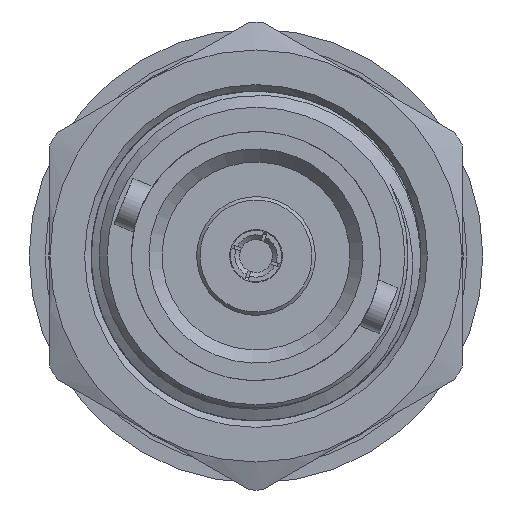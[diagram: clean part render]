
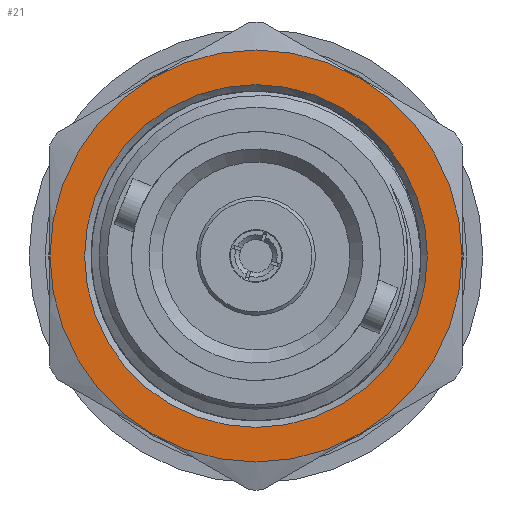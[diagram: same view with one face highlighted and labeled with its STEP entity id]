
A CAD part, left-side view. The second image highlights one B-rep face of the part: STEP entity #21.
In plain terms, the highlighted planar face has unit normal (-1, 0, 0).
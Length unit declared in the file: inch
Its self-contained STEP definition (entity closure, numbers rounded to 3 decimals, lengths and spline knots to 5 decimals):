
#21 = ADVANCED_FACE ( 'NONE', ( #10198, #226 ), #10993, .T. ) ;
#226 = FACE_OUTER_BOUND ( 'NONE', #3694, .T. ) ;
#384 = EDGE_CURVE ( 'NONE', #2726, #5055, #12459, .T. ) ;
#783 = DIRECTION ( 'NONE',  ( 0., 0., 1. ) ) ;
#861 = CARTESIAN_POINT ( 'NONE',  ( 0.50611, 0., 0. ) ) ;
#973 = VERTEX_POINT ( 'NONE', #9740 ) ;
#1175 = CIRCLE ( 'NONE', #3234, 0.26 ) ;
#1392 = VERTEX_POINT ( 'NONE', #1690 ) ;
#1445 = DIRECTION ( 'NONE',  ( 0., 0., 1. ) ) ;
#1690 = CARTESIAN_POINT ( 'NONE',  ( 0.50611, 0.15625, 0.27063 ) ) ;
#2588 = ORIENTED_EDGE ( 'NONE', *, *, #384, .T. ) ;
#2726 = VERTEX_POINT ( 'NONE', #3866 ) ;
#2787 = CARTESIAN_POINT ( 'NONE',  ( 0.50611, 0., 0. ) ) ;
#3143 = DIRECTION ( 'NONE',  ( 0., 0., 1. ) ) ;
#3159 = AXIS2_PLACEMENT_3D ( 'NONE', #5728, #11228, #1445 ) ;
#3197 = AXIS2_PLACEMENT_3D ( 'NONE', #4565, #10055, #13209 ) ;
#3234 = AXIS2_PLACEMENT_3D ( 'NONE', #2787, #10562, #783 ) ;
#3574 = EDGE_LOOP ( 'NONE', ( #13471 ) ) ;
#3694 = EDGE_LOOP ( 'NONE', ( #6684, #14104, #11680, #8608, #2588, #7850 ) ) ;
#3866 = CARTESIAN_POINT ( 'NONE',  ( 0.50611, -0.15625, -0.27063 ) ) ;
#3897 = CIRCLE ( 'NONE', #8442, 0.3125 ) ;
#3952 = VERTEX_POINT ( 'NONE', #10875 ) ;
#4565 = CARTESIAN_POINT ( 'NONE',  ( 0.50611, 0., 0. ) ) ;
#4704 = DIRECTION ( 'NONE',  ( -1., 0., 0. ) ) ;
#5055 = VERTEX_POINT ( 'NONE', #10625 ) ;
#5286 = CARTESIAN_POINT ( 'NONE',  ( 0.50611, 0.15625, -0.27063 ) ) ;
#5728 = CARTESIAN_POINT ( 'NONE',  ( 0.50611, 0., 0. ) ) ;
#6295 = AXIS2_PLACEMENT_3D ( 'NONE', #11850, #6415, #9692 ) ;
#6415 = DIRECTION ( 'NONE',  ( -1., 0., 0. ) ) ;
#6560 = CARTESIAN_POINT ( 'NONE',  ( 0.50611, 0., 0. ) ) ;
#6684 = ORIENTED_EDGE ( 'NONE', *, *, #9452, .T. ) ;
#7303 = AXIS2_PLACEMENT_3D ( 'NONE', #861, #9702, #3143 ) ;
#7462 = EDGE_CURVE ( 'NONE', #1392, #11897, #11814, .T. ) ;
#7643 = DIRECTION ( 'NONE',  ( 0., 0., 1. ) ) ;
#7850 = ORIENTED_EDGE ( 'NONE', *, *, #8507, .T. ) ;
#7948 = CIRCLE ( 'NONE', #3159, 0.3125 ) ;
#8389 = VERTEX_POINT ( 'NONE', #5286 ) ;
#8442 = AXIS2_PLACEMENT_3D ( 'NONE', #6560, #4704, #7643 ) ;
#8507 = EDGE_CURVE ( 'NONE', #5055, #3952, #7948, .T. ) ;
#8608 = ORIENTED_EDGE ( 'NONE', *, *, #10409, .T. ) ;
#8746 = DIRECTION ( 'NONE',  ( 0., 0., 1. ) ) ;
#9263 = AXIS2_PLACEMENT_3D ( 'NONE', #10126, #12140, #13280 ) ;
#9350 = CIRCLE ( 'NONE', #3197, 0.3125 ) ;
#9452 = EDGE_CURVE ( 'NONE', #3952, #1392, #11366, .T. ) ;
#9692 = DIRECTION ( 'NONE',  ( 0., 0., 1. ) ) ;
#9702 = DIRECTION ( 'NONE',  ( -1., 0., 0. ) ) ;
#9740 = CARTESIAN_POINT ( 'NONE',  ( 0.50611, 0., 0.26 ) ) ;
#9819 = DIRECTION ( 'NONE',  ( -1., 0., 0. ) ) ;
#10055 = DIRECTION ( 'NONE',  ( -1., 0., 0. ) ) ;
#10126 = CARTESIAN_POINT ( 'NONE',  ( 0.50611, 0., 0. ) ) ;
#10198 = FACE_BOUND ( 'NONE', #3574, .T. ) ;
#10259 = EDGE_CURVE ( 'NONE', #11897, #8389, #3897, .T. ) ;
#10409 = EDGE_CURVE ( 'NONE', #8389, #2726, #9350, .T. ) ;
#10446 = AXIS2_PLACEMENT_3D ( 'NONE', #12976, #9819, #8746 ) ;
#10562 = DIRECTION ( 'NONE',  ( 1., 0., 0. ) ) ;
#10625 = CARTESIAN_POINT ( 'NONE',  ( 0.50611, -0.3125, 0. ) ) ;
#10875 = CARTESIAN_POINT ( 'NONE',  ( 0.50611, -0.15625, 0.27063 ) ) ;
#10993 = PLANE ( 'NONE',  #9263 ) ;
#11228 = DIRECTION ( 'NONE',  ( -1., 0., 0. ) ) ;
#11250 = CARTESIAN_POINT ( 'NONE',  ( 0.50611, 0.3125, 0. ) ) ;
#11366 = CIRCLE ( 'NONE', #7303, 0.3125 ) ;
#11680 = ORIENTED_EDGE ( 'NONE', *, *, #10259, .T. ) ;
#11814 = CIRCLE ( 'NONE', #10446, 0.3125 ) ;
#11850 = CARTESIAN_POINT ( 'NONE',  ( 0.50611, 0., 0. ) ) ;
#11897 = VERTEX_POINT ( 'NONE', #11250 ) ;
#12140 = DIRECTION ( 'NONE',  ( -1., 0., 0. ) ) ;
#12459 = CIRCLE ( 'NONE', #6295, 0.3125 ) ;
#12976 = CARTESIAN_POINT ( 'NONE',  ( 0.50611, 0., 0. ) ) ;
#13209 = DIRECTION ( 'NONE',  ( 0., 0., 1. ) ) ;
#13280 = DIRECTION ( 'NONE',  ( 0., 1., 0. ) ) ;
#13471 = ORIENTED_EDGE ( 'NONE', *, *, #13745, .T. ) ;
#13745 = EDGE_CURVE ( 'NONE', #973, #973, #1175, .T. ) ;
#14104 = ORIENTED_EDGE ( 'NONE', *, *, #7462, .T. ) ;
